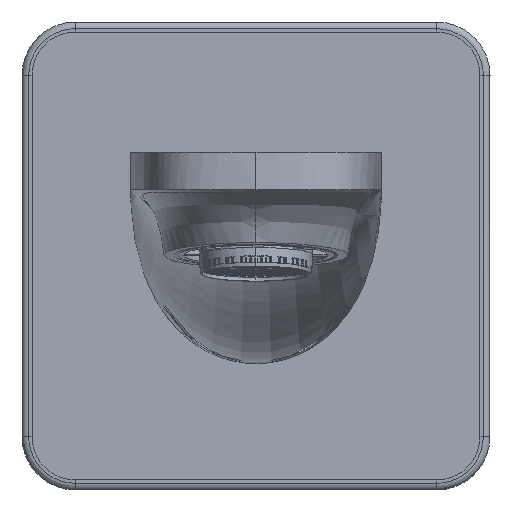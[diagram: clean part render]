
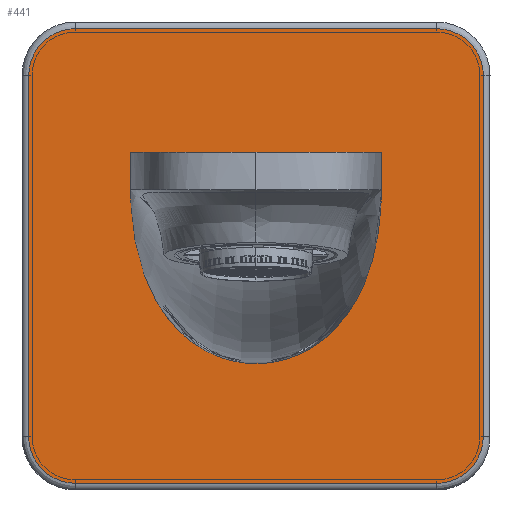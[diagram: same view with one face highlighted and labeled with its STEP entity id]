
A CAD part, front view. The second image highlights one B-rep face of the part: STEP entity #441.
In plain terms, the highlighted planar face has unit normal (0, -1, 0).
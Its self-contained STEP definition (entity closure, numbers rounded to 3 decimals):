
#101=FACE_BOUND('',#2558,.T.);
#102=FACE_BOUND('',#2559,.T.);
#103=FACE_BOUND('',#2560,.T.);
#441=ADVANCED_FACE('',(#1493,#101,#102,#103),#18009,.T.);
#1493=FACE_OUTER_BOUND('',#2557,.T.);
#2557=EDGE_LOOP('',(#4163,#4164,#4165,#4166,#4167,#4168,#4169,#4170));
#2558=EDGE_LOOP('',(#4171,#4172));
#2559=EDGE_LOOP('',(#4173,#4174));
#2560=EDGE_LOOP('',(#4175,#4176));
#4163=ORIENTED_EDGE('',*,*,#10084,.F.);
#4164=ORIENTED_EDGE('',*,*,#10165,.F.);
#4165=ORIENTED_EDGE('',*,*,#10083,.F.);
#4166=ORIENTED_EDGE('',*,*,#10149,.F.);
#4167=ORIENTED_EDGE('',*,*,#10082,.F.);
#4168=ORIENTED_EDGE('',*,*,#10155,.F.);
#4169=ORIENTED_EDGE('',*,*,#10081,.F.);
#4170=ORIENTED_EDGE('',*,*,#10160,.F.);
#4171=ORIENTED_EDGE('',*,*,#10097,.F.);
#4172=ORIENTED_EDGE('',*,*,#10100,.F.);
#4173=ORIENTED_EDGE('',*,*,#10103,.F.);
#4174=ORIENTED_EDGE('',*,*,#10106,.F.);
#4175=ORIENTED_EDGE('',*,*,#10087,.F.);
#4176=ORIENTED_EDGE('',*,*,#10094,.F.);
#10081=EDGE_CURVE('',#16115,#16116,#13473,.T.);
#10082=EDGE_CURVE('',#16117,#16118,#13474,.T.);
#10083=EDGE_CURVE('',#16119,#16120,#13475,.T.);
#10084=EDGE_CURVE('',#16121,#16114,#13476,.T.);
#10087=EDGE_CURVE('',#16126,#16127,#13014,.T.);
#10094=EDGE_CURVE('',#16127,#16126,#13016,.T.);
#10097=EDGE_CURVE('',#16122,#16123,#13018,.T.);
#10100=EDGE_CURVE('',#16123,#16122,#13020,.T.);
#10103=EDGE_CURVE('',#16124,#16125,#13022,.T.);
#10106=EDGE_CURVE('',#16125,#16124,#13024,.T.);
#10149=EDGE_CURVE('',#16118,#16119,#13046,.T.);
#10155=EDGE_CURVE('',#16116,#16117,#13051,.T.);
#10160=EDGE_CURVE('',#16114,#16115,#13055,.T.);
#10165=EDGE_CURVE('',#16120,#16121,#13059,.T.);
#13014=(
BOUNDED_CURVE()
B_SPLINE_CURVE(2,(#40401,#40402,#40403,#40404,#40405),.UNSPECIFIED.,.F.,
 .F.)
B_SPLINE_CURVE_WITH_KNOTS((3,2,3),(-40.841,-20.42,
0.),.UNSPECIFIED.)
CURVE()
GEOMETRIC_REPRESENTATION_ITEM()
RATIONAL_B_SPLINE_CURVE((1.,0.707,1.,0.707,1.))
REPRESENTATION_ITEM('')
);
#13016=(
BOUNDED_CURVE()
B_SPLINE_CURVE(2,(#40421,#40422,#40423,#40424,#40425),.UNSPECIFIED.,.F.,
 .F.)
B_SPLINE_CURVE_WITH_KNOTS((3,2,3),(-40.841,-20.42,
0.),.UNSPECIFIED.)
CURVE()
GEOMETRIC_REPRESENTATION_ITEM()
RATIONAL_B_SPLINE_CURVE((1.,0.707,1.,0.707,1.))
REPRESENTATION_ITEM('')
);
#13018=(
BOUNDED_CURVE()
B_SPLINE_CURVE(2,(#40433,#40434,#40435,#40436,#40437),.UNSPECIFIED.,.F.,
 .F.)
B_SPLINE_CURVE_WITH_KNOTS((3,2,3),(-5.498,-2.749,
0.),.UNSPECIFIED.)
CURVE()
GEOMETRIC_REPRESENTATION_ITEM()
RATIONAL_B_SPLINE_CURVE((1.,0.707,1.,0.707,1.))
REPRESENTATION_ITEM('')
);
#13020=(
BOUNDED_CURVE()
B_SPLINE_CURVE(2,(#40445,#40446,#40447,#40448,#40449),.UNSPECIFIED.,.F.,
 .F.)
B_SPLINE_CURVE_WITH_KNOTS((3,2,3),(-5.498,-2.749,
0.),.UNSPECIFIED.)
CURVE()
GEOMETRIC_REPRESENTATION_ITEM()
RATIONAL_B_SPLINE_CURVE((1.,0.707,1.,0.707,1.))
REPRESENTATION_ITEM('')
);
#13022=(
BOUNDED_CURVE()
B_SPLINE_CURVE(2,(#40457,#40458,#40459,#40460,#40461),.UNSPECIFIED.,.F.,
 .F.)
B_SPLINE_CURVE_WITH_KNOTS((3,2,3),(-5.498,-2.749,
0.),.UNSPECIFIED.)
CURVE()
GEOMETRIC_REPRESENTATION_ITEM()
RATIONAL_B_SPLINE_CURVE((1.,0.707,1.,0.707,1.))
REPRESENTATION_ITEM('')
);
#13024=(
BOUNDED_CURVE()
B_SPLINE_CURVE(2,(#40469,#40470,#40471,#40472,#40473),.UNSPECIFIED.,.F.,
 .F.)
B_SPLINE_CURVE_WITH_KNOTS((3,2,3),(-5.498,-2.749,
0.),.UNSPECIFIED.)
CURVE()
GEOMETRIC_REPRESENTATION_ITEM()
RATIONAL_B_SPLINE_CURVE((1.,0.707,1.,0.707,1.))
REPRESENTATION_ITEM('')
);
#13046=(
BOUNDED_CURVE()
B_SPLINE_CURVE(2,(#40579,#40580,#40581),.UNSPECIFIED.,.F.,.F.)
B_SPLINE_CURVE_WITH_KNOTS((3,3),(-10.996,0.),.UNSPECIFIED.)
CURVE()
GEOMETRIC_REPRESENTATION_ITEM()
RATIONAL_B_SPLINE_CURVE((1.,0.707,1.))
REPRESENTATION_ITEM('')
);
#13051=(
BOUNDED_CURVE()
B_SPLINE_CURVE(2,(#40596,#40597,#40598),.UNSPECIFIED.,.F.,.F.)
B_SPLINE_CURVE_WITH_KNOTS((3,3),(-10.996,0.),.UNSPECIFIED.)
CURVE()
GEOMETRIC_REPRESENTATION_ITEM()
RATIONAL_B_SPLINE_CURVE((1.,0.707,1.))
REPRESENTATION_ITEM('')
);
#13055=(
BOUNDED_CURVE()
B_SPLINE_CURVE(2,(#40610,#40611,#40612),.UNSPECIFIED.,.F.,.F.)
B_SPLINE_CURVE_WITH_KNOTS((3,3),(-10.996,0.),.UNSPECIFIED.)
CURVE()
GEOMETRIC_REPRESENTATION_ITEM()
RATIONAL_B_SPLINE_CURVE((1.,0.707,1.))
REPRESENTATION_ITEM('')
);
#13059=(
BOUNDED_CURVE()
B_SPLINE_CURVE(2,(#40624,#40625,#40626),.UNSPECIFIED.,.F.,.F.)
B_SPLINE_CURVE_WITH_KNOTS((3,3),(-10.996,0.),.UNSPECIFIED.)
CURVE()
GEOMETRIC_REPRESENTATION_ITEM()
RATIONAL_B_SPLINE_CURVE((1.,0.707,1.))
REPRESENTATION_ITEM('')
);
#13473=B_SPLINE_CURVE_WITH_KNOTS('',1,(#40386,#40387),.UNSPECIFIED.,.F.,
 .F.,(2,2),(0.,54.),.UNSPECIFIED.);
#13474=B_SPLINE_CURVE_WITH_KNOTS('',1,(#40388,#40389),.UNSPECIFIED.,.F.,
 .F.,(2,2),(0.,54.),.UNSPECIFIED.);
#13475=B_SPLINE_CURVE_WITH_KNOTS('',1,(#40390,#40391),.UNSPECIFIED.,.F.,
 .F.,(2,2),(0.,54.),.UNSPECIFIED.);
#13476=B_SPLINE_CURVE_WITH_KNOTS('',1,(#40392,#40393),.UNSPECIFIED.,.F.,
 .F.,(2,2),(0.,54.),.UNSPECIFIED.);
#16114=VERTEX_POINT('',#40326);
#16115=VERTEX_POINT('',#40327);
#16116=VERTEX_POINT('',#40328);
#16117=VERTEX_POINT('',#40329);
#16118=VERTEX_POINT('',#40330);
#16119=VERTEX_POINT('',#40331);
#16120=VERTEX_POINT('',#40332);
#16121=VERTEX_POINT('',#40333);
#16122=VERTEX_POINT('',#40334);
#16123=VERTEX_POINT('',#40335);
#16124=VERTEX_POINT('',#40336);
#16125=VERTEX_POINT('',#40337);
#16126=VERTEX_POINT('',#40338);
#16127=VERTEX_POINT('',#40339);
#18009=PLANE('',#19278);
#19278=AXIS2_PLACEMENT_3D('',#39645,#20252,$);
#20252=DIRECTION('',(0.,-1.,0.));
#39645=CARTESIAN_POINT('',(-40.92,0.,40.92));
#40326=CARTESIAN_POINT('',(27.,0.,34.));
#40327=CARTESIAN_POINT('',(34.,0.,27.));
#40328=CARTESIAN_POINT('',(34.,0.,-27.));
#40329=CARTESIAN_POINT('',(27.,0.,-34.));
#40330=CARTESIAN_POINT('',(-27.,0.,-34.));
#40331=CARTESIAN_POINT('',(-34.,0.,-27.));
#40332=CARTESIAN_POINT('',(-34.,0.,27.));
#40333=CARTESIAN_POINT('',(-27.,0.,34.));
#40334=CARTESIAN_POINT('',(-11.25,0.,-10.));
#40335=CARTESIAN_POINT('',(-14.75,0.,-10.));
#40336=CARTESIAN_POINT('',(14.75,0.,-10.));
#40337=CARTESIAN_POINT('',(11.25,0.,-10.));
#40338=CARTESIAN_POINT('',(13.,0.,0.));
#40339=CARTESIAN_POINT('',(-13.,0.,0.));
#40386=CARTESIAN_POINT('',(34.,0.,27.));
#40387=CARTESIAN_POINT('',(34.,0.,-27.));
#40388=CARTESIAN_POINT('',(27.,0.,-34.));
#40389=CARTESIAN_POINT('',(-27.,0.,-34.));
#40390=CARTESIAN_POINT('',(-34.,0.,-27.));
#40391=CARTESIAN_POINT('',(-34.,0.,27.));
#40392=CARTESIAN_POINT('',(-27.,0.,34.));
#40393=CARTESIAN_POINT('',(27.,0.,34.));
#40401=CARTESIAN_POINT('',(13.,0.,0.));
#40402=CARTESIAN_POINT('',(13.,0.,13.));
#40403=CARTESIAN_POINT('',(0.,0.,13.));
#40404=CARTESIAN_POINT('',(-13.,0.,13.));
#40405=CARTESIAN_POINT('',(-13.,0.,0.));
#40421=CARTESIAN_POINT('',(-13.,0.,0.));
#40422=CARTESIAN_POINT('',(-13.,0.,-13.));
#40423=CARTESIAN_POINT('',(0.,0.,-13.));
#40424=CARTESIAN_POINT('',(13.,0.,-13.));
#40425=CARTESIAN_POINT('',(13.,0.,0.));
#40433=CARTESIAN_POINT('',(-11.25,0.,-10.));
#40434=CARTESIAN_POINT('',(-11.25,0.,-8.25));
#40435=CARTESIAN_POINT('',(-13.,0.,-8.25));
#40436=CARTESIAN_POINT('',(-14.75,0.,-8.25));
#40437=CARTESIAN_POINT('',(-14.75,0.,-10.));
#40445=CARTESIAN_POINT('',(-14.75,0.,-10.));
#40446=CARTESIAN_POINT('',(-14.75,0.,-11.75));
#40447=CARTESIAN_POINT('',(-13.,0.,-11.75));
#40448=CARTESIAN_POINT('',(-11.25,0.,-11.75));
#40449=CARTESIAN_POINT('',(-11.25,0.,-10.));
#40457=CARTESIAN_POINT('',(14.75,0.,-10.));
#40458=CARTESIAN_POINT('',(14.75,0.,-8.25));
#40459=CARTESIAN_POINT('',(13.,0.,-8.25));
#40460=CARTESIAN_POINT('',(11.25,0.,-8.25));
#40461=CARTESIAN_POINT('',(11.25,0.,-10.));
#40469=CARTESIAN_POINT('',(11.25,0.,-10.));
#40470=CARTESIAN_POINT('',(11.25,0.,-11.75));
#40471=CARTESIAN_POINT('',(13.,0.,-11.75));
#40472=CARTESIAN_POINT('',(14.75,0.,-11.75));
#40473=CARTESIAN_POINT('',(14.75,0.,-10.));
#40579=CARTESIAN_POINT('',(-27.,0.,-34.));
#40580=CARTESIAN_POINT('',(-34.,0.,-34.));
#40581=CARTESIAN_POINT('',(-34.,0.,-27.));
#40596=CARTESIAN_POINT('',(34.,0.,-27.));
#40597=CARTESIAN_POINT('',(34.,0.,-34.));
#40598=CARTESIAN_POINT('',(27.,0.,-34.));
#40610=CARTESIAN_POINT('',(27.,0.,34.));
#40611=CARTESIAN_POINT('',(34.,0.,34.));
#40612=CARTESIAN_POINT('',(34.,0.,27.));
#40624=CARTESIAN_POINT('',(-34.,0.,27.));
#40625=CARTESIAN_POINT('',(-34.,0.,34.));
#40626=CARTESIAN_POINT('',(-27.,0.,34.));
